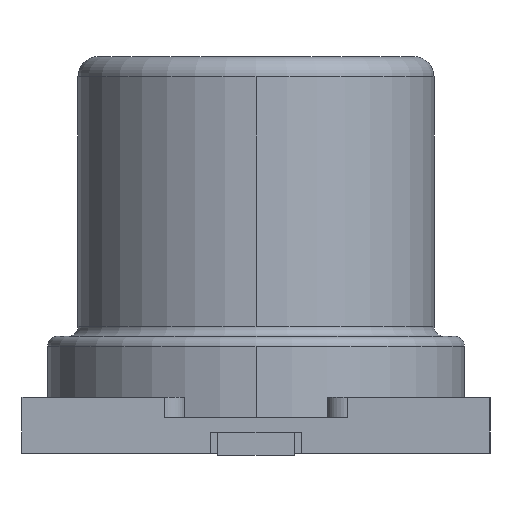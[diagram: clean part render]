
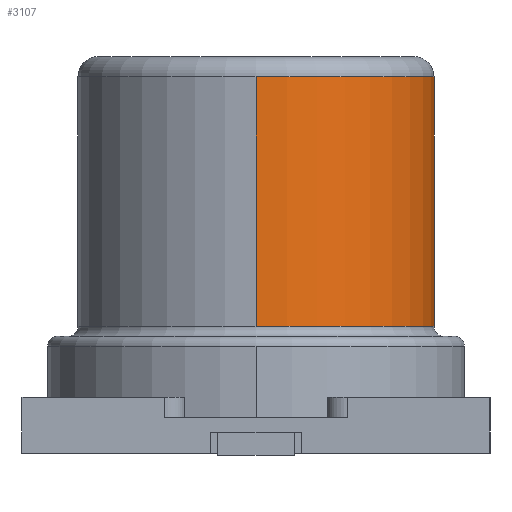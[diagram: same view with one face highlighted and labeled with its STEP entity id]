
A CAD part, left-side view. The second image highlights one B-rep face of the part: STEP entity #3107.
In plain terms, the highlighted cylindrical face has radius 1.75 mm (diameter 3.5 mm), a partial arc.
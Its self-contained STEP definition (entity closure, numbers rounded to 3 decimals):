
#247 = CARTESIAN_POINT ( 'NONE',  ( -2.95, 0., 3.7 ) ) ;
#491 = EDGE_CURVE ( 'NONE', #4202, #5746, #2628, .T. ) ;
#672 = ORIENTED_EDGE ( 'NONE', *, *, #5683, .T. ) ;
#1057 = EDGE_CURVE ( 'NONE', #5746, #3060, #3370, .T. ) ;
#1125 = EDGE_CURVE ( 'NONE', #3685, #3060, #4300, .T. ) ;
#1423 = VECTOR ( 'NONE', #6367, 1000. ) ;
#1602 = DIRECTION ( 'NONE',  ( 1., 0., 0. ) ) ;
#2255 = EDGE_LOOP ( 'NONE', ( #672, #3409, #3310, #4188 ) ) ;
#2286 = DIRECTION ( 'NONE',  ( 0., 0., -1. ) ) ;
#2355 = DIRECTION ( 'NONE',  ( 1., 0., 0. ) ) ;
#2628 = LINE ( 'NONE', #4716, #6035 ) ;
#2759 = CYLINDRICAL_SURFACE ( 'NONE', #3017, 1.75 ) ;
#2990 = CARTESIAN_POINT ( 'NONE',  ( -4.7, 0., 1.25 ) ) ;
#3017 = AXIS2_PLACEMENT_3D ( 'NONE', #4853, #2286, #5357 ) ;
#3060 = VERTEX_POINT ( 'NONE', #6736 ) ;
#3107 = ADVANCED_FACE ( 'NONE', ( #4724 ), #2759, .T. ) ;
#3144 = CIRCLE ( 'NONE', #6088, 1.75 ) ;
#3310 = ORIENTED_EDGE ( 'NONE', *, *, #1057, .T. ) ;
#3370 = CIRCLE ( 'NONE', #5016, 1.75 ) ;
#3408 = DIRECTION ( 'NONE',  ( 0., 0., -1. ) ) ;
#3409 = ORIENTED_EDGE ( 'NONE', *, *, #491, .T. ) ;
#3685 = VERTEX_POINT ( 'NONE', #3980 ) ;
#3980 = CARTESIAN_POINT ( 'NONE',  ( -2.95, -1.75, 3.7 ) ) ;
#4119 = CARTESIAN_POINT ( 'NONE',  ( -2.95, 0., 1.25 ) ) ;
#4164 = CARTESIAN_POINT ( 'NONE',  ( -4.7, 0., 3.7 ) ) ;
#4188 = ORIENTED_EDGE ( 'NONE', *, *, #1125, .F. ) ;
#4202 = VERTEX_POINT ( 'NONE', #4164 ) ;
#4300 = LINE ( 'NONE', #6397, #1423 ) ;
#4716 = CARTESIAN_POINT ( 'NONE',  ( -4.7, 0., 17.83 ) ) ;
#4724 = FACE_OUTER_BOUND ( 'NONE', #2255, .T. ) ;
#4853 = CARTESIAN_POINT ( 'NONE',  ( -2.95, 0., 17.83 ) ) ;
#5016 = AXIS2_PLACEMENT_3D ( 'NONE', #4119, #6273, #1602 ) ;
#5357 = DIRECTION ( 'NONE',  ( -1., 0., 0. ) ) ;
#5683 = EDGE_CURVE ( 'NONE', #3685, #4202, #3144, .T. ) ;
#5746 = VERTEX_POINT ( 'NONE', #2990 ) ;
#6035 = VECTOR ( 'NONE', #6276, 1000. ) ;
#6088 = AXIS2_PLACEMENT_3D ( 'NONE', #247, #3408, #2355 ) ;
#6273 = DIRECTION ( 'NONE',  ( 0., 0., 1. ) ) ;
#6276 = DIRECTION ( 'NONE',  ( 0., 0., -1. ) ) ;
#6367 = DIRECTION ( 'NONE',  ( 0., 0., -1. ) ) ;
#6397 = CARTESIAN_POINT ( 'NONE',  ( -2.95, -1.75, 17.83 ) ) ;
#6736 = CARTESIAN_POINT ( 'NONE',  ( -2.95, -1.75, 1.25 ) ) ;
